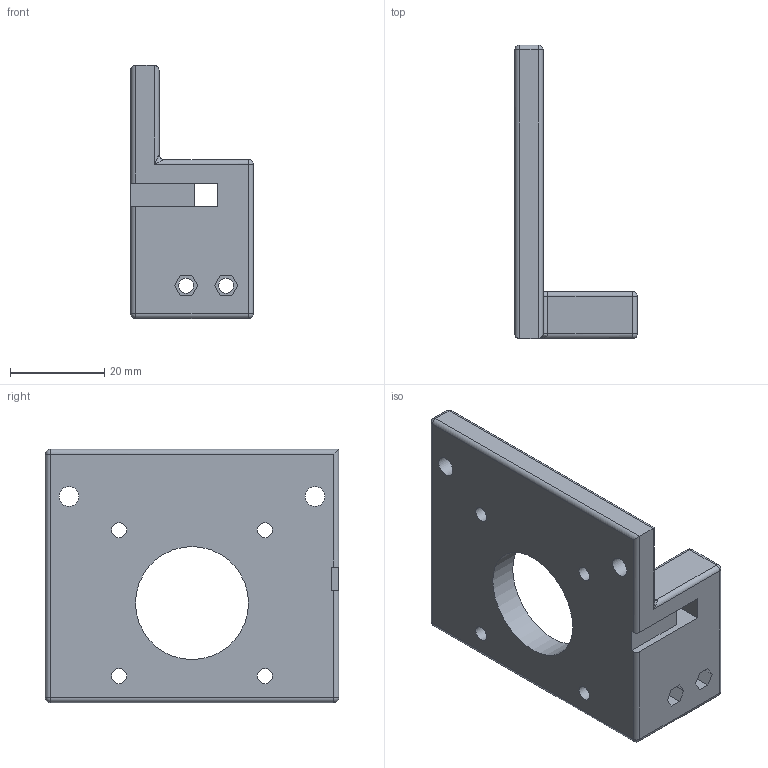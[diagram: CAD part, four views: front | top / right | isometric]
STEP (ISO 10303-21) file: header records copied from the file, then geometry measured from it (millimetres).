
FILE_DESCRIPTION(/* description */ (''),/* implementation_level */ '2;1');
FILE_NAME(/* name */ 'left_pulley_support.step',/* time_stamp */ '2024-02-03T22:46:59+01:00',/* author */ (''),/* organization */ (''),/* preprocessor_version */ 'ST-DEVELOPER v20',/* originating_system */ 'Autodesk Translation Framework v12.20.1.177',/* authorisation */ '');
FILE_SCHEMA (('AUTOMOTIVE_DESIGN { 1 0 10303 214 3 1 1 }'));
Length unit declared in the file: millimetre
Products named in the file (1): support_poulie_gauche
Bounding box: 26 x 62.3 x 53.8 mm (x, y, z)
Volume: 22692.7 mm3; surface area: 9970.1 mm2
Topology: 1 solids, 1 shells, 78 faces, 180 edges, 108 vertices
Faces by surface type: plane 34, cylinder 33, sphere 9, torus 1, bspline 1
Full cylindrical faces by diameter (mm): 3.2 x6, 4.2 x2, 6.5 x4, 24 x1
Entity records: 2277 total; most frequent: CARTESIAN_POINT 400, DIRECTION 398, ORIENTED_EDGE 358, EDGE_CURVE 179, AXIS2_PLACEMENT_3D 142, LINE 114, VECTOR 114, VERTEX_POINT 108
